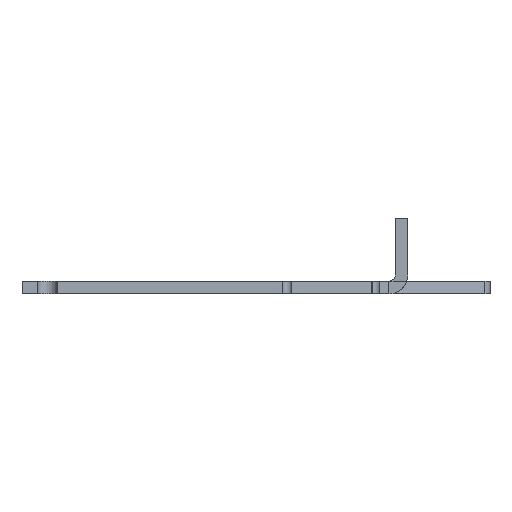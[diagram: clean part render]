
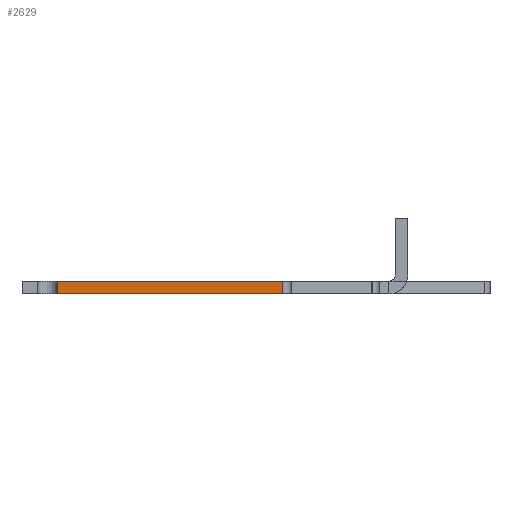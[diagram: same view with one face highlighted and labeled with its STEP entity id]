
A CAD part, left-side view. The second image highlights one B-rep face of the part: STEP entity #2629.
In plain terms, the highlighted planar face has unit normal (-1, 0, 0).
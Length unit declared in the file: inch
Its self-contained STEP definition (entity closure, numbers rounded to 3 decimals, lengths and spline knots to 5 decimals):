
#37=PLANE($,#2975);
#47=LINE($,#4130,#141);
#50=LINE($,#4192,#144);
#81=LINE($,#4323,#175);
#110=LINE($,#4384,#204);
#141=VECTOR($,#3417,0.125);
#144=VECTOR($,#3488,0.125);
#175=VECTOR($,#3617,2.225);
#204=VECTOR($,#3664,2.225);
#623=FACE_OUTER_BOUND($,#1021,.T.);
#1021=EDGE_LOOP($,(#2363,#2364,#2365,#2366));
#1381=VERTEX_POINT($,#4126);
#1383=VERTEX_POINT($,#4129);
#1406=VERTEX_POINT($,#4186);
#1408=VERTEX_POINT($,#4190);
#1638=EDGE_CURVE($,#1383,#1381,#47,.T.);
#1664=EDGE_CURVE($,#1406,#1408,#50,.T.);
#1724=EDGE_CURVE($,#1383,#1408,#81,.T.);
#1761=EDGE_CURVE($,#1381,#1406,#110,.T.);
#2363=ORIENTED_EDGE($,*,*,#1724,.F.);
#2364=ORIENTED_EDGE($,*,*,#1638,.T.);
#2365=ORIENTED_EDGE($,*,*,#1761,.T.);
#2366=ORIENTED_EDGE($,*,*,#1664,.T.);
#2629=ADVANCED_FACE($,(#623),#37,.F.);
#2975=AXIS2_PLACEMENT_3D($,#4451,#3749,#3750);
#3417=DIRECTION($,(0.,0.,-1.));
#3488=DIRECTION($,(0.,0.,1.));
#3617=DIRECTION($,(0.,-1.,0.));
#3664=DIRECTION($,(0.,-1.,0.));
#3749=DIRECTION('center_axis',(1.,0.,0.));
#3750=DIRECTION('ref_axis',(0.,1.,0.));
#4126=CARTESIAN_POINT('',(-11.5,2.78257,0.));
#4129=CARTESIAN_POINT('',(-11.5,2.78257,0.125));
#4130=CARTESIAN_POINT($,(-11.5,2.78257,0.125));
#4186=CARTESIAN_POINT('',(-11.5,0.55757,0.));
#4190=CARTESIAN_POINT('',(-11.5,0.55757,0.125));
#4192=CARTESIAN_POINT($,(-11.5,0.55757,0.125));
#4323=CARTESIAN_POINT($,(-11.5,3.13257,0.125));
#4384=CARTESIAN_POINT($,(-11.5,3.13257,0.));
#4451=CARTESIAN_POINT('Origin',(-11.5,3.13257,40.70775));
